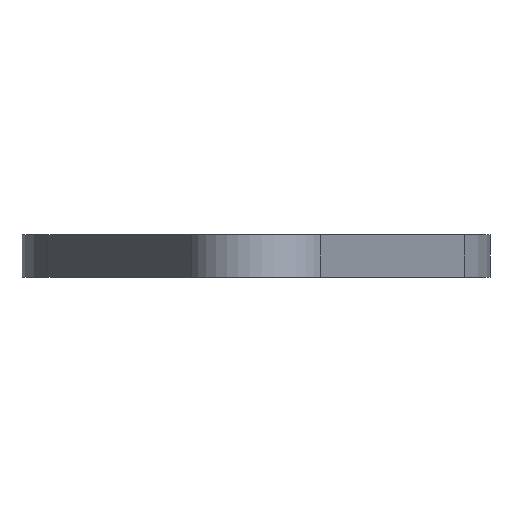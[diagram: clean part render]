
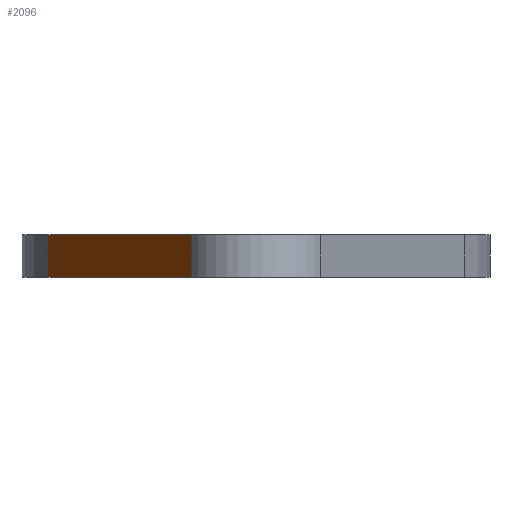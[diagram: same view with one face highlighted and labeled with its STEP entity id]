
A CAD part, left-side view. The second image highlights one B-rep face of the part: STEP entity #2096.
In plain terms, the highlighted planar face has unit normal (-0.458, 0.889, 0).
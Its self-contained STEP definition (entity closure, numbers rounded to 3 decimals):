
#55=PLANE('',#2339);
#158=FACE_OUTER_BOUND('',#265,.T.);
#265=EDGE_LOOP('',(#1692,#1693,#1694,#1695));
#448=LINE('',#3604,#633);
#449=LINE('',#3606,#634);
#450=LINE('',#3608,#635);
#451=LINE('',#3609,#636);
#633=VECTOR('',#2968,10.);
#634=VECTOR('',#2969,10.);
#635=VECTOR('',#2970,10.);
#636=VECTOR('',#2971,10.);
#973=VERTEX_POINT('',#3602);
#974=VERTEX_POINT('',#3603);
#975=VERTEX_POINT('',#3605);
#976=VERTEX_POINT('',#3607);
#1280=EDGE_CURVE('',#973,#974,#448,.T.);
#1281=EDGE_CURVE('',#973,#975,#449,.T.);
#1282=EDGE_CURVE('',#976,#975,#450,.T.);
#1283=EDGE_CURVE('',#974,#976,#451,.T.);
#1692=ORIENTED_EDGE('',*,*,#1280,.F.);
#1693=ORIENTED_EDGE('',*,*,#1281,.T.);
#1694=ORIENTED_EDGE('',*,*,#1282,.F.);
#1695=ORIENTED_EDGE('',*,*,#1283,.F.);
#2096=ADVANCED_FACE('',(#158),#55,.T.);
#2339=AXIS2_PLACEMENT_3D('',#3601,#2966,#2967);
#2966=DIRECTION('center_axis',(-0.458,0.889,0.));
#2967=DIRECTION('ref_axis',(-0.889,-0.458,0.));
#2968=DIRECTION('',(0.889,0.458,0.));
#2969=DIRECTION('',(0.,0.,1.));
#2970=DIRECTION('',(-0.889,-0.458,0.));
#2971=DIRECTION('',(0.,0.,1.));
#3601=CARTESIAN_POINT('Origin',(-12.597,24.445,0.));
#3602=CARTESIAN_POINT('',(-45.394,7.545,0.));
#3603=CARTESIAN_POINT('',(-12.597,24.445,0.));
#3604=CARTESIAN_POINT('',(-45.394,7.545,0.));
#3605=CARTESIAN_POINT('',(-45.394,7.545,5.));
#3606=CARTESIAN_POINT('',(-45.394,7.545,0.));
#3607=CARTESIAN_POINT('',(-12.597,24.445,5.));
#3608=CARTESIAN_POINT('',(-45.394,7.545,5.));
#3609=CARTESIAN_POINT('',(-12.597,24.445,0.));
